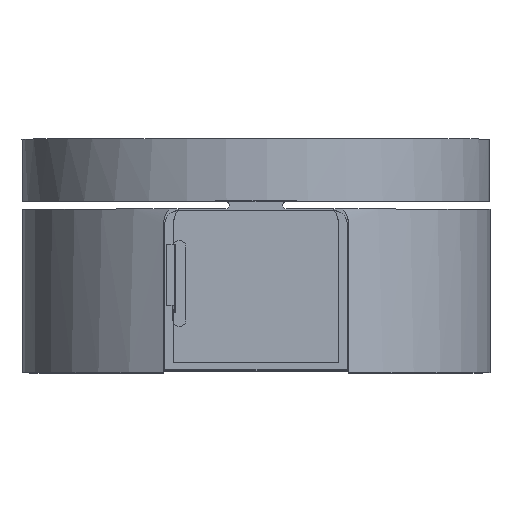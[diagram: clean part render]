
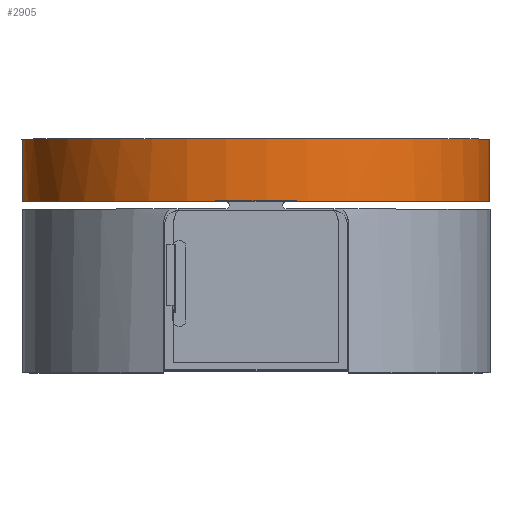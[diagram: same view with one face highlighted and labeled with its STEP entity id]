
A CAD part, top view. The second image highlights one B-rep face of the part: STEP entity #2905.
In plain terms, the highlighted cylindrical face has radius 9 mm (diameter 18 mm), a full revolution.
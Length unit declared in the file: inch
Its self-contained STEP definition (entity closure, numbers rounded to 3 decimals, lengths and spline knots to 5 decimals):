
#42=FACE_BOUND('',#507,.T.);
#98=CYLINDRICAL_SURFACE('',#3150,0.35433);
#193=CIRCLE('',#3135,0.35433);
#201=CIRCLE('',#3151,0.35433);
#338=FACE_OUTER_BOUND('',#506,.T.);
#506=EDGE_LOOP('',(#2440));
#507=EDGE_LOOP('',(#2441));
#1353=VERTEX_POINT('',#4659);
#1369=VERTEX_POINT('',#4719);
#1727=EDGE_CURVE('',#1353,#1353,#193,.T.);
#1748=EDGE_CURVE('',#1369,#1369,#201,.T.);
#2440=ORIENTED_EDGE('',*,*,#1727,.T.);
#2441=ORIENTED_EDGE('',*,*,#1748,.F.);
#2905=ADVANCED_FACE('',(#338,#42),#98,.T.);
#3135=AXIS2_PLACEMENT_3D('',#4660,#3827,#3828);
#3150=AXIS2_PLACEMENT_3D('',#4718,#3867,#3868);
#3151=AXIS2_PLACEMENT_3D('',#4720,#3869,#3870);
#3827=DIRECTION('center_axis',(0.,1.,0.));
#3828=DIRECTION('ref_axis',(1.,0.,0.));
#3867=DIRECTION('center_axis',(0.,1.,0.));
#3868=DIRECTION('ref_axis',(1.,0.,0.));
#3869=DIRECTION('center_axis',(0.,1.,0.));
#3870=DIRECTION('ref_axis',(1.,0.,0.));
#4659=CARTESIAN_POINT('',(-0.27401,0.15897,0.33842));
#4660=CARTESIAN_POINT('Origin',(-0.16901,0.15897,0.));
#4718=CARTESIAN_POINT('Origin',(-0.16901,-0.10073,0.));
#4719=CARTESIAN_POINT('',(-0.52335,0.25327,0.));
#4720=CARTESIAN_POINT('Origin',(-0.16901,0.25327,0.));
